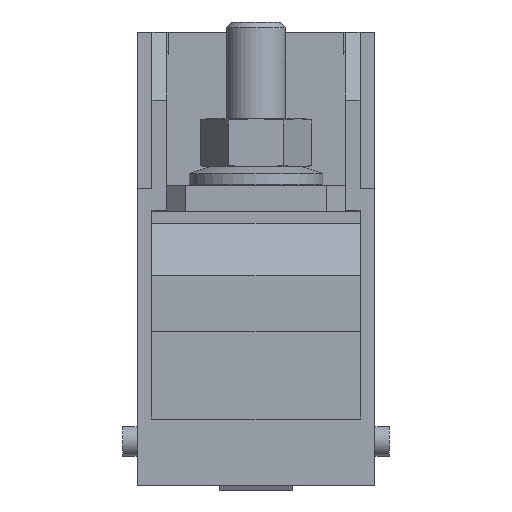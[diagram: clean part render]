
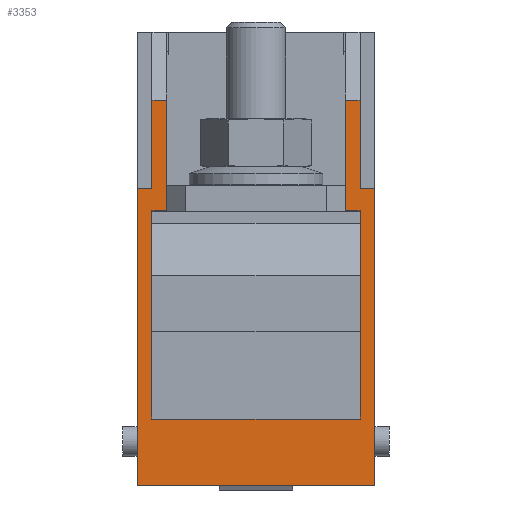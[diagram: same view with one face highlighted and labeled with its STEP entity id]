
A CAD part, front view. The second image highlights one B-rep face of the part: STEP entity #3353.
In plain terms, the highlighted planar face has unit normal (0, -1, 0).
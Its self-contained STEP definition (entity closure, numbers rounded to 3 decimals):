
#3251=AXIS2_PLACEMENT_3D('Plane Axis2P3D',#3248,#3249,#3250) ;
#1522=CARTESIAN_POINT('Vertex',(1.95,0.,40.55)) ;
#1662=CARTESIAN_POINT('Vertex',(1.95,0.,0.55)) ;
#1665=CARTESIAN_POINT('Line Origine',(1.95,0.,20.55)) ;
#2026=CARTESIAN_POINT('Vertex',(33.95,0.,40.55)) ;
#2031=CARTESIAN_POINT('Line Origine',(33.95,0.,20.55)) ;
#2035=CARTESIAN_POINT('Vertex',(33.95,0.,0.55)) ;
#2463=CARTESIAN_POINT('Line Origine',(2.95,0.,40.55)) ;
#2467=CARTESIAN_POINT('Vertex',(3.95,0.,40.55)) ;
#3177=CARTESIAN_POINT('Line Origine',(17.95,0.,0.55)) ;
#3248=CARTESIAN_POINT('Axis2P3D Location',(33.95,0.,52.45)) ;
#3253=CARTESIAN_POINT('Line Origine',(32.95,0.,40.55)) ;
#3257=CARTESIAN_POINT('Vertex',(31.95,0.,40.55)) ;
#3260=CARTESIAN_POINT('Line Origine',(31.95,0.,46.5)) ;
#3264=CARTESIAN_POINT('Vertex',(31.95,0.,52.45)) ;
#3267=CARTESIAN_POINT('Line Origine',(30.95,0.,52.45)) ;
#3271=CARTESIAN_POINT('Vertex',(29.95,0.,52.45)) ;
#3274=CARTESIAN_POINT('Line Origine',(29.95,0.,45.)) ;
#3278=CARTESIAN_POINT('Vertex',(29.95,0.,37.55)) ;
#3281=CARTESIAN_POINT('Line Origine',(30.95,0.,37.55)) ;
#3285=CARTESIAN_POINT('Vertex',(31.95,0.,37.55)) ;
#3288=CARTESIAN_POINT('Line Origine',(31.95,0.,23.55)) ;
#3292=CARTESIAN_POINT('Vertex',(31.95,0.,9.55)) ;
#3295=CARTESIAN_POINT('Line Origine',(17.95,0.,9.55)) ;
#3299=CARTESIAN_POINT('Vertex',(3.95,0.,9.55)) ;
#3302=CARTESIAN_POINT('Line Origine',(3.95,0.,23.55)) ;
#3306=CARTESIAN_POINT('Vertex',(3.95,0.,37.55)) ;
#3309=CARTESIAN_POINT('Line Origine',(4.95,0.,37.55)) ;
#3313=CARTESIAN_POINT('Vertex',(5.95,0.,37.55)) ;
#3316=CARTESIAN_POINT('Line Origine',(5.95,0.,45.)) ;
#3320=CARTESIAN_POINT('Vertex',(5.95,0.,52.45)) ;
#3323=CARTESIAN_POINT('Line Origine',(4.95,0.,52.45)) ;
#3327=CARTESIAN_POINT('Vertex',(3.95,0.,52.45)) ;
#3330=CARTESIAN_POINT('Line Origine',(3.95,0.,46.5)) ;
#1666=DIRECTION('Vector Direction',(0.,0.,-1.)) ;
#2032=DIRECTION('Vector Direction',(0.,0.,-1.)) ;
#2464=DIRECTION('Vector Direction',(-1.,0.,0.)) ;
#3178=DIRECTION('Vector Direction',(-1.,0.,0.)) ;
#3249=DIRECTION('Axis2P3D Direction',(0.,1.,0.)) ;
#3250=DIRECTION('Axis2P3D XDirection',(0.,0.,1.)) ;
#3254=DIRECTION('Vector Direction',(1.,0.,0.)) ;
#3261=DIRECTION('Vector Direction',(0.,0.,-1.)) ;
#3268=DIRECTION('Vector Direction',(-1.,0.,0.)) ;
#3275=DIRECTION('Vector Direction',(0.,0.,-1.)) ;
#3282=DIRECTION('Vector Direction',(1.,0.,0.)) ;
#3289=DIRECTION('Vector Direction',(0.,0.,-1.)) ;
#3296=DIRECTION('Vector Direction',(-1.,0.,0.)) ;
#3303=DIRECTION('Vector Direction',(0.,0.,-1.)) ;
#3310=DIRECTION('Vector Direction',(-1.,0.,0.)) ;
#3317=DIRECTION('Vector Direction',(0.,0.,-1.)) ;
#3324=DIRECTION('Vector Direction',(-1.,0.,0.)) ;
#3331=DIRECTION('Vector Direction',(0.,0.,-1.)) ;
#1667=VECTOR('Line Direction',#1666,1.) ;
#2033=VECTOR('Line Direction',#2032,1.) ;
#2465=VECTOR('Line Direction',#2464,1.) ;
#3179=VECTOR('Line Direction',#3178,1.) ;
#3255=VECTOR('Line Direction',#3254,1.) ;
#3262=VECTOR('Line Direction',#3261,1.) ;
#3269=VECTOR('Line Direction',#3268,1.) ;
#3276=VECTOR('Line Direction',#3275,1.) ;
#3283=VECTOR('Line Direction',#3282,1.) ;
#3290=VECTOR('Line Direction',#3289,1.) ;
#3297=VECTOR('Line Direction',#3296,1.) ;
#3304=VECTOR('Line Direction',#3303,1.) ;
#3311=VECTOR('Line Direction',#3310,1.) ;
#3318=VECTOR('Line Direction',#3317,1.) ;
#3325=VECTOR('Line Direction',#3324,1.) ;
#3332=VECTOR('Line Direction',#3331,1.) ;
#3336=ORIENTED_EDGE('',*,*,#2469,.T.) ;
#3337=ORIENTED_EDGE('',*,*,#1669,.T.) ;
#3338=ORIENTED_EDGE('',*,*,#3181,.F.) ;
#3339=ORIENTED_EDGE('',*,*,#2037,.F.) ;
#3340=ORIENTED_EDGE('',*,*,#3259,.F.) ;
#3341=ORIENTED_EDGE('',*,*,#3266,.F.) ;
#3342=ORIENTED_EDGE('',*,*,#3273,.T.) ;
#3343=ORIENTED_EDGE('',*,*,#3280,.T.) ;
#3344=ORIENTED_EDGE('',*,*,#3287,.T.) ;
#3345=ORIENTED_EDGE('',*,*,#3294,.T.) ;
#3346=ORIENTED_EDGE('',*,*,#3301,.T.) ;
#3347=ORIENTED_EDGE('',*,*,#3308,.F.) ;
#3348=ORIENTED_EDGE('',*,*,#3315,.F.) ;
#3349=ORIENTED_EDGE('',*,*,#3322,.F.) ;
#3350=ORIENTED_EDGE('',*,*,#3329,.T.) ;
#3351=ORIENTED_EDGE('',*,*,#3334,.T.) ;
#3353=ADVANCED_FACE('V1',(#3352),#3252,.F.) ;
#1669=EDGE_CURVE('',#1523,#1663,#1668,.T.) ;
#2037=EDGE_CURVE('',#2027,#2036,#2034,.T.) ;
#2469=EDGE_CURVE('',#2468,#1523,#2466,.T.) ;
#3181=EDGE_CURVE('',#2036,#1663,#3180,.T.) ;
#3259=EDGE_CURVE('',#3258,#2027,#3256,.T.) ;
#3266=EDGE_CURVE('',#3265,#3258,#3263,.T.) ;
#3273=EDGE_CURVE('',#3265,#3272,#3270,.T.) ;
#3280=EDGE_CURVE('',#3272,#3279,#3277,.T.) ;
#3287=EDGE_CURVE('',#3279,#3286,#3284,.T.) ;
#3294=EDGE_CURVE('',#3286,#3293,#3291,.T.) ;
#3301=EDGE_CURVE('',#3293,#3300,#3298,.T.) ;
#3308=EDGE_CURVE('',#3307,#3300,#3305,.T.) ;
#3315=EDGE_CURVE('',#3314,#3307,#3312,.T.) ;
#3322=EDGE_CURVE('',#3321,#3314,#3319,.T.) ;
#3329=EDGE_CURVE('',#3321,#3328,#3326,.T.) ;
#3334=EDGE_CURVE('',#3328,#2468,#3333,.T.) ;
#3335=EDGE_LOOP('',(#3336,#3337,#3338,#3339,#3340,#3341,#3342,#3343,#3344,#3345,#3346,#3347,#3348,#3349,#3350,#3351)) ;
#3352=FACE_OUTER_BOUND('',#3335,.T.) ;
#1668=LINE('Line',#1665,#1667) ;
#2034=LINE('Line',#2031,#2033) ;
#2466=LINE('Line',#2463,#2465) ;
#3180=LINE('Line',#3177,#3179) ;
#3256=LINE('Line',#3253,#3255) ;
#3263=LINE('Line',#3260,#3262) ;
#3270=LINE('Line',#3267,#3269) ;
#3277=LINE('Line',#3274,#3276) ;
#3284=LINE('Line',#3281,#3283) ;
#3291=LINE('Line',#3288,#3290) ;
#3298=LINE('Line',#3295,#3297) ;
#3305=LINE('Line',#3302,#3304) ;
#3312=LINE('Line',#3309,#3311) ;
#3319=LINE('Line',#3316,#3318) ;
#3326=LINE('Line',#3323,#3325) ;
#3333=LINE('Line',#3330,#3332) ;
#3252=PLANE('',#3251) ;
#1523=VERTEX_POINT('',#1522) ;
#1663=VERTEX_POINT('',#1662) ;
#2027=VERTEX_POINT('',#2026) ;
#2036=VERTEX_POINT('',#2035) ;
#2468=VERTEX_POINT('',#2467) ;
#3258=VERTEX_POINT('',#3257) ;
#3265=VERTEX_POINT('',#3264) ;
#3272=VERTEX_POINT('',#3271) ;
#3279=VERTEX_POINT('',#3278) ;
#3286=VERTEX_POINT('',#3285) ;
#3293=VERTEX_POINT('',#3292) ;
#3300=VERTEX_POINT('',#3299) ;
#3307=VERTEX_POINT('',#3306) ;
#3314=VERTEX_POINT('',#3313) ;
#3321=VERTEX_POINT('',#3320) ;
#3328=VERTEX_POINT('',#3327) ;
